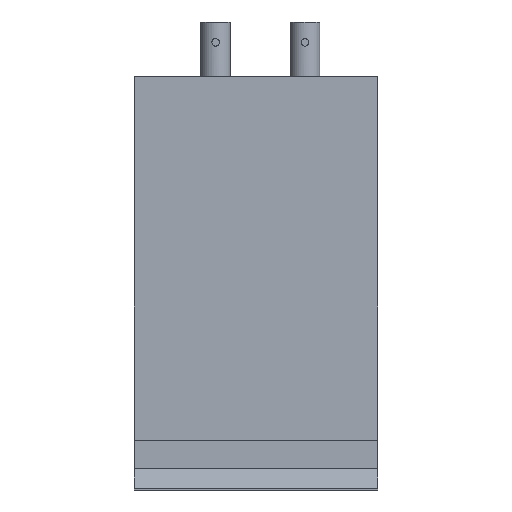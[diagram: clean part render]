
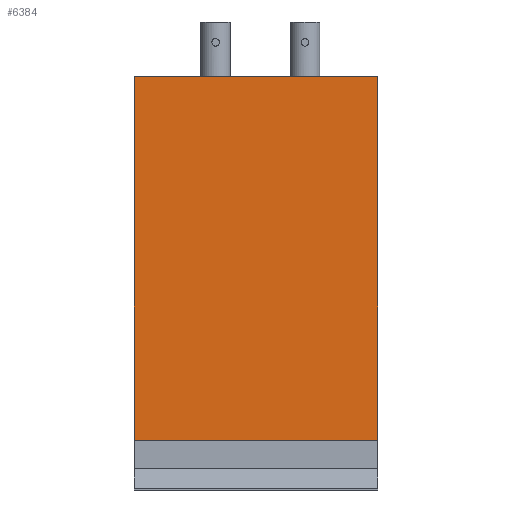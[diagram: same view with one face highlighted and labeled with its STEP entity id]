
A CAD part, front view. The second image highlights one B-rep face of the part: STEP entity #6384.
In plain terms, the highlighted planar face has unit normal (0, -1, 0).
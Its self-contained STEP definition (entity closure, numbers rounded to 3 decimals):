
#95 = EDGE_CURVE ( 'NONE', #1880, #13018, #9216, .T. ) ;
#112 = EDGE_CURVE ( 'NONE', #11030, #13018, #14167, .T. ) ;
#322 = DIRECTION ( 'NONE',  ( 0., 0., -1. ) ) ;
#647 = CARTESIAN_POINT ( 'NONE',  ( 45.6, 0., 68. ) ) ;
#921 = LINE ( 'NONE', #4344, #3554 ) ;
#1291 = DIRECTION ( 'NONE',  ( 0., 1., 0. ) ) ;
#1355 = ORIENTED_EDGE ( 'NONE', *, *, #112, .T. ) ;
#1400 = EDGE_CURVE ( 'NONE', #11121, #11030, #2032, .T. ) ;
#1880 = VERTEX_POINT ( 'NONE', #647 ) ;
#2032 = LINE ( 'NONE', #12253, #10961 ) ;
#2577 = VECTOR ( 'NONE', #14345, 1000. ) ;
#2876 = ORIENTED_EDGE ( 'NONE', *, *, #95, .F. ) ;
#3206 = CARTESIAN_POINT ( 'NONE',  ( 45.6, 0., 0. ) ) ;
#3554 = VECTOR ( 'NONE', #9877, 1000. ) ;
#4344 = CARTESIAN_POINT ( 'NONE',  ( 0., 0., 68. ) ) ;
#4801 = ORIENTED_EDGE ( 'NONE', *, *, #4870, .F. ) ;
#4870 = EDGE_CURVE ( 'NONE', #11121, #1880, #921, .T. ) ;
#6384 = ADVANCED_FACE ( 'NONE', ( #8245 ), #7980, .F. ) ;
#7333 = ORIENTED_EDGE ( 'NONE', *, *, #1400, .T. ) ;
#7980 = PLANE ( 'NONE',  #11863 ) ;
#8181 = VECTOR ( 'NONE', #13779, 1000. ) ;
#8245 = FACE_OUTER_BOUND ( 'NONE', #13726, .T. ) ;
#8932 = CARTESIAN_POINT ( 'NONE',  ( 0., 0., 0. ) ) ;
#9076 = DIRECTION ( 'NONE',  ( 0., 0., 1. ) ) ;
#9216 = LINE ( 'NONE', #14332, #2577 ) ;
#9877 = DIRECTION ( 'NONE',  ( 1., 0., 0. ) ) ;
#10961 = VECTOR ( 'NONE', #322, 1000. ) ;
#11030 = VERTEX_POINT ( 'NONE', #8932 ) ;
#11121 = VERTEX_POINT ( 'NONE', #11296 ) ;
#11296 = CARTESIAN_POINT ( 'NONE',  ( 0., 0., 68. ) ) ;
#11863 = AXIS2_PLACEMENT_3D ( 'NONE', #13514, #1291, #9076 ) ;
#12253 = CARTESIAN_POINT ( 'NONE',  ( 0., 0., 68. ) ) ;
#13018 = VERTEX_POINT ( 'NONE', #3206 ) ;
#13216 = CARTESIAN_POINT ( 'NONE',  ( 0., 0., 0. ) ) ;
#13514 = CARTESIAN_POINT ( 'NONE',  ( 0., 0., 68. ) ) ;
#13726 = EDGE_LOOP ( 'NONE', ( #1355, #2876, #4801, #7333 ) ) ;
#13779 = DIRECTION ( 'NONE',  ( 1., 0., 0. ) ) ;
#14167 = LINE ( 'NONE', #13216, #8181 ) ;
#14332 = CARTESIAN_POINT ( 'NONE',  ( 45.6, 0., 68. ) ) ;
#14345 = DIRECTION ( 'NONE',  ( 0., 0., -1. ) ) ;
